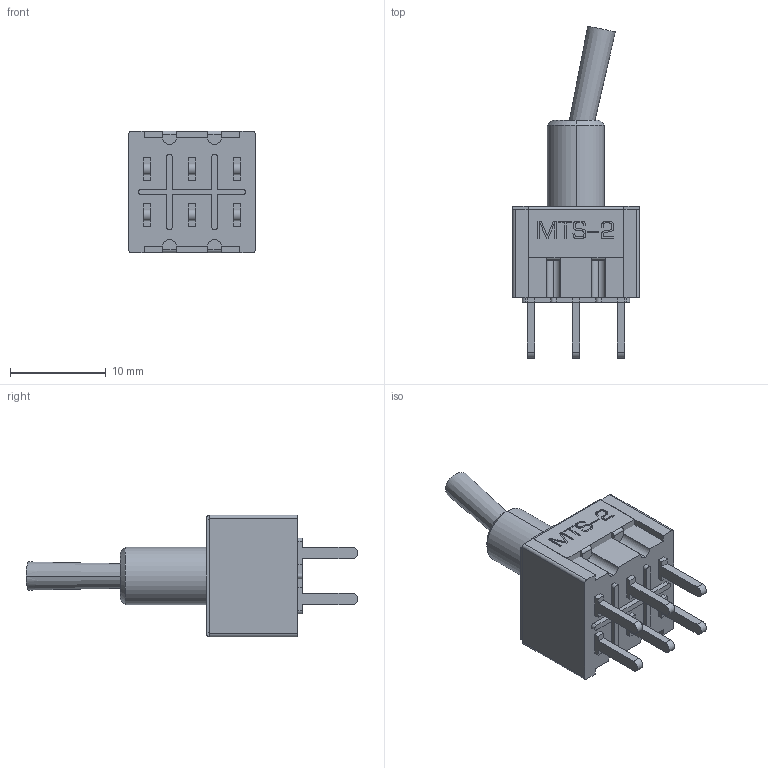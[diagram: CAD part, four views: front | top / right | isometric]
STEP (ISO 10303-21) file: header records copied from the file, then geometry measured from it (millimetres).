
FILE_DESCRIPTION (( 'STEP AP214' ), '1' );
FILE_NAME ('User Library-MTS-20x-A2.STEP', '2020-09-17T09:11:48', ( '' ), ( '' ), 'SwSTEP 2.0', 'SolidWorks 2020', '' );
FILE_SCHEMA (( 'AUTOMOTIVE_DESIGN' ));
Length unit declared in the file: millimetre
Products named in the file (1): User Library-MTS-20x-A2
Bounding box: 13.2 x 34.64 x 12.7 mm (x, y, z)
Volume: 2387.4 mm3; surface area: 1934.3 mm2
Topology: 9 solids, 9 shells, 437 faces, 1157 edges, 768 vertices
Faces by surface type: plane 288, bspline 104, cylinder 41, cone 4
Entity records: 14652 total; most frequent: CARTESIAN_POINT 4321, ORIENTED_EDGE 2314, DIRECTION 1704, EDGE_CURVE 1157, VECTOR 860, LINE 860, VERTEX_POINT 768, EDGE_LOOP 467
